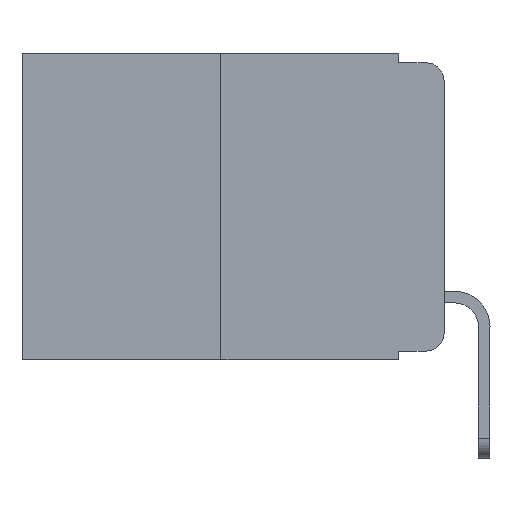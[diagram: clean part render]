
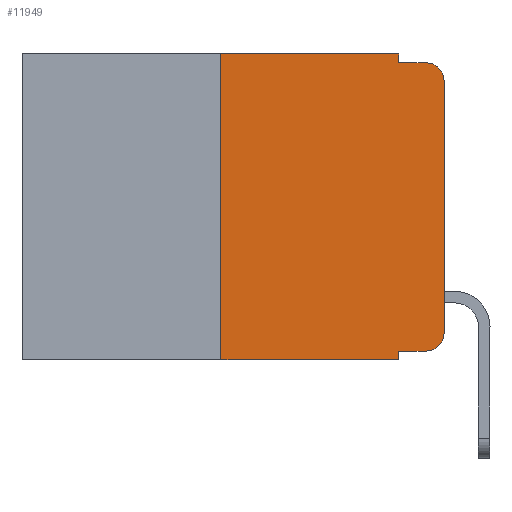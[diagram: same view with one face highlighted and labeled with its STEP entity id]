
A CAD part, left-side view. The second image highlights one B-rep face of the part: STEP entity #11949.
In plain terms, the highlighted planar face has unit normal (-1, 0, 0).
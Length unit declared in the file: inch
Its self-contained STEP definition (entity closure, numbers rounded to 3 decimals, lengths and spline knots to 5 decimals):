
#195 = VECTOR ( 'NONE', #5054, 39.37008 ) ;
#262 = CARTESIAN_POINT ( 'NONE',  ( 0., 0.051, -0.333 ) ) ;
#340 = VERTEX_POINT ( 'NONE', #14788 ) ;
#356 = DIRECTION ( 'NONE',  ( 0., -1., 0. ) ) ;
#534 = DIRECTION ( 'NONE',  ( 1., 0., 0. ) ) ;
#679 = AXIS2_PLACEMENT_3D ( 'NONE', #8101, #11533, #3415 ) ;
#703 = EDGE_CURVE ( 'NONE', #7121, #4708, #3196, .T. ) ;
#711 = CARTESIAN_POINT ( 'NONE',  ( 0., 0.02, -0.03 ) ) ;
#948 = CIRCLE ( 'NONE', #6966, 0.02 ) ;
#975 = DIRECTION ( 'NONE',  ( 0., 0., -1. ) ) ;
#1082 = EDGE_CURVE ( 'NONE', #15124, #9446, #12607, .T. ) ;
#1504 = CARTESIAN_POINT ( 'NONE',  ( 0., 0.051, -0.01 ) ) ;
#2104 = AXIS2_PLACEMENT_3D ( 'NONE', #7698, #534, #7739 ) ;
#2207 = VECTOR ( 'NONE', #975, 39.37008 ) ;
#2398 = CARTESIAN_POINT ( 'NONE',  ( 0., 0.473, 0. ) ) ;
#2438 = VECTOR ( 'NONE', #4030, 39.37008 ) ;
#2663 = DIRECTION ( 'NONE',  ( 0., -1., 0. ) ) ;
#2672 = DIRECTION ( 'NONE',  ( 0., 0., -1. ) ) ;
#3052 = CARTESIAN_POINT ( 'NONE',  ( 0., 0.25, 0. ) ) ;
#3182 = VECTOR ( 'NONE', #356, 39.37008 ) ;
#3196 = LINE ( 'NONE', #8746, #2438 ) ;
#3415 = DIRECTION ( 'NONE',  ( 0., 0., -1. ) ) ;
#3478 = CARTESIAN_POINT ( 'NONE',  ( 0., 0.02, -0.01 ) ) ;
#3538 = ORIENTED_EDGE ( 'NONE', *, *, #10687, .F. ) ;
#4030 = DIRECTION ( 'NONE',  ( 0., 0., -1. ) ) ;
#4084 = EDGE_CURVE ( 'NONE', #12639, #8434, #5709, .T. ) ;
#4239 = EDGE_CURVE ( 'NONE', #10070, #9467, #10338, .T. ) ;
#4251 = DIRECTION ( 'NONE',  ( -1., 0., 0. ) ) ;
#4315 = CARTESIAN_POINT ( 'NONE',  ( 0., 0.25, 0. ) ) ;
#4368 = EDGE_CURVE ( 'NONE', #12639, #340, #7714, .T. ) ;
#4531 = CARTESIAN_POINT ( 'NONE',  ( 0., 0.051, 0. ) ) ;
#4708 = VERTEX_POINT ( 'NONE', #1504 ) ;
#4939 = VECTOR ( 'NONE', #2663, 39.37008 ) ;
#4970 = DIRECTION ( 'NONE',  ( 0., 0., 1. ) ) ;
#5054 = DIRECTION ( 'NONE',  ( 0., -1., 0. ) ) ;
#5344 = LINE ( 'NONE', #11622, #2207 ) ;
#5470 = CIRCLE ( 'NONE', #679, 0.02 ) ;
#5709 = LINE ( 'NONE', #4315, #15107 ) ;
#5801 = ORIENTED_EDGE ( 'NONE', *, *, #4368, .T. ) ;
#6235 = CARTESIAN_POINT ( 'NONE',  ( 0., 0., -0.03 ) ) ;
#6280 = ORIENTED_EDGE ( 'NONE', *, *, #12838, .F. ) ;
#6361 = PLANE ( 'NONE',  #2104 ) ;
#6584 = LINE ( 'NONE', #2398, #8988 ) ;
#6807 = EDGE_LOOP ( 'NONE', ( #12282, #12846, #3538, #7743, #6280, #9108, #5801, #11083, #12784, #10286 ) ) ;
#6966 = AXIS2_PLACEMENT_3D ( 'NONE', #711, #4251, #2672 ) ;
#7121 = VERTEX_POINT ( 'NONE', #4531 ) ;
#7170 = VECTOR ( 'NONE', #4970, 39.37008 ) ;
#7296 = CARTESIAN_POINT ( 'NONE',  ( 0., 0., 0. ) ) ;
#7698 = CARTESIAN_POINT ( 'NONE',  ( 0., 0.473, 0. ) ) ;
#7714 = LINE ( 'NONE', #14485, #4939 ) ;
#7739 = DIRECTION ( 'NONE',  ( 0., 0., -1. ) ) ;
#7743 = ORIENTED_EDGE ( 'NONE', *, *, #703, .F. ) ;
#8101 = CARTESIAN_POINT ( 'NONE',  ( 0., 0.02, -0.313 ) ) ;
#8118 = EDGE_CURVE ( 'NONE', #9446, #10070, #5470, .T. ) ;
#8434 = VERTEX_POINT ( 'NONE', #3052 ) ;
#8746 = CARTESIAN_POINT ( 'NONE',  ( 0., 0.051, 0. ) ) ;
#8897 = CARTESIAN_POINT ( 'NONE',  ( 0., 0.051, -0.333 ) ) ;
#8988 = VECTOR ( 'NONE', #13202, 39.37008 ) ;
#9108 = ORIENTED_EDGE ( 'NONE', *, *, #4084, .F. ) ;
#9446 = VERTEX_POINT ( 'NONE', #14453 ) ;
#9467 = VERTEX_POINT ( 'NONE', #6235 ) ;
#9754 = CARTESIAN_POINT ( 'NONE',  ( 0., 0.051, -0.01 ) ) ;
#9881 = VERTEX_POINT ( 'NONE', #3478 ) ;
#10070 = VERTEX_POINT ( 'NONE', #13441 ) ;
#10286 = ORIENTED_EDGE ( 'NONE', *, *, #8118, .T. ) ;
#10338 = LINE ( 'NONE', #7296, #7170 ) ;
#10687 = EDGE_CURVE ( 'NONE', #4708, #9881, #12574, .T. ) ;
#11006 = EDGE_CURVE ( 'NONE', #15124, #340, #5344, .T. ) ;
#11083 = ORIENTED_EDGE ( 'NONE', *, *, #11006, .F. ) ;
#11084 = CARTESIAN_POINT ( 'NONE',  ( 0., 0.25, -0.343 ) ) ;
#11533 = DIRECTION ( 'NONE',  ( -1., 0., 0. ) ) ;
#11622 = CARTESIAN_POINT ( 'NONE',  ( 0., 0.051, 0. ) ) ;
#11949 = ADVANCED_FACE ( 'NONE', ( #12899 ), #6361, .F. ) ;
#12282 = ORIENTED_EDGE ( 'NONE', *, *, #4239, .T. ) ;
#12574 = LINE ( 'NONE', #9754, #195 ) ;
#12591 = DIRECTION ( 'NONE',  ( 0., 0., 1. ) ) ;
#12607 = LINE ( 'NONE', #262, #3182 ) ;
#12639 = VERTEX_POINT ( 'NONE', #11084 ) ;
#12784 = ORIENTED_EDGE ( 'NONE', *, *, #1082, .T. ) ;
#12838 = EDGE_CURVE ( 'NONE', #8434, #7121, #6584, .T. ) ;
#12846 = ORIENTED_EDGE ( 'NONE', *, *, #14521, .T. ) ;
#12899 = FACE_OUTER_BOUND ( 'NONE', #6807, .T. ) ;
#13202 = DIRECTION ( 'NONE',  ( 0., -1., 0. ) ) ;
#13441 = CARTESIAN_POINT ( 'NONE',  ( 0., 0., -0.313 ) ) ;
#14453 = CARTESIAN_POINT ( 'NONE',  ( 0., 0.02, -0.333 ) ) ;
#14485 = CARTESIAN_POINT ( 'NONE',  ( 0., 0.473, -0.343 ) ) ;
#14521 = EDGE_CURVE ( 'NONE', #9467, #9881, #948, .T. ) ;
#14788 = CARTESIAN_POINT ( 'NONE',  ( 0., 0.051, -0.343 ) ) ;
#15107 = VECTOR ( 'NONE', #12591, 39.37008 ) ;
#15124 = VERTEX_POINT ( 'NONE', #8897 ) ;
